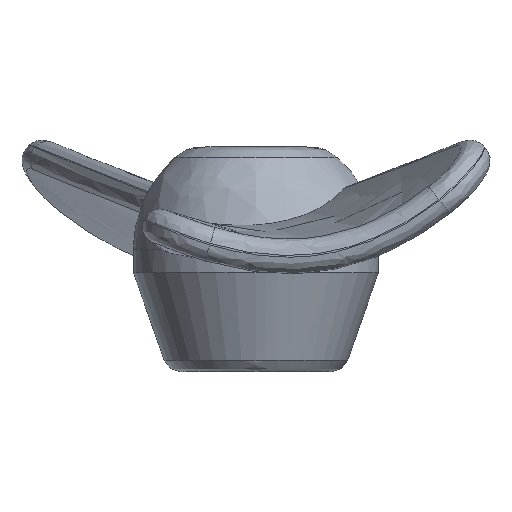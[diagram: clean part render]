
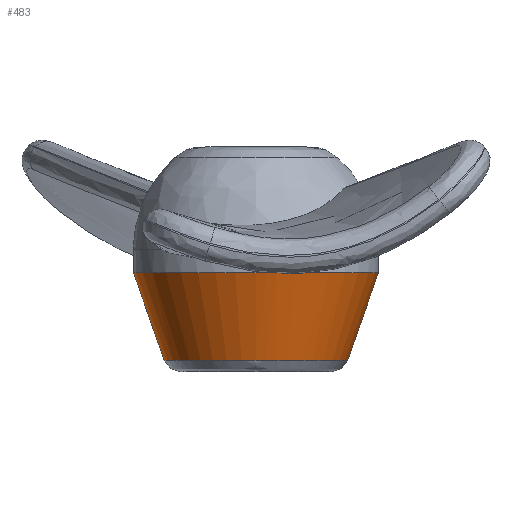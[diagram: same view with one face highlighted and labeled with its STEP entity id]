
A CAD part, left-side view. The second image highlights one B-rep face of the part: STEP entity #483.
In plain terms, the highlighted free-form (B-spline) face has degree [2, 1] with [9, 2] control points.
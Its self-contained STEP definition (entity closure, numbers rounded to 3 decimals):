
#425 = EDGE_CURVE('',#426,#426,#428,.T.);
#426 = VERTEX_POINT('',#427);
#427 = CARTESIAN_POINT('',(-6.262,0.,0.797));
#428 = ( BOUNDED_CURVE() B_SPLINE_CURVE(2,(#429,#430,#431,#432,#433,#434
,#435),.UNSPECIFIED.,.T.,.F.) B_SPLINE_CURVE_WITH_KNOTS((3,2,2,3),(
    3.142,5.236,7.33,9.425),
.PIECEWISE_BEZIER_KNOTS.) CURVE() GEOMETRIC_REPRESENTATION_ITEM() 
RATIONAL_B_SPLINE_CURVE((1.,0.5,1.,0.5,1.,0.5,1.)) REPRESENTATION_ITEM(
  '') );
#429 = CARTESIAN_POINT('',(-6.262,0.,
    0.797));
#430 = CARTESIAN_POINT('',(-6.262,10.846,0.797
    ));
#431 = CARTESIAN_POINT('',(3.131,5.423,0.797)
  );
#432 = CARTESIAN_POINT('',(12.524,0.,
    0.797));
#433 = CARTESIAN_POINT('',(3.131,-5.423,0.797)
  );
#434 = CARTESIAN_POINT('',(-6.262,-10.846,0.797
    ));
#435 = CARTESIAN_POINT('',(-6.262,0.,
    0.797));
#483 = ADVANCED_FACE('',(#484),#505,.T.);
#484 = FACE_BOUND('',#485,.T.);
#485 = EDGE_LOOP('',(#486,#498,#503,#504));
#486 = ORIENTED_EDGE('',*,*,#487,.T.);
#487 = EDGE_CURVE('',#488,#488,#490,.T.);
#488 = VERTEX_POINT('',#489);
#489 = CARTESIAN_POINT('',(-8.372,0.,
    6.754));
#490 = ( BOUNDED_CURVE() B_SPLINE_CURVE(2,(#491,#492,#493,#494,#495,#496
,#497),.UNSPECIFIED.,.T.,.F.) B_SPLINE_CURVE_WITH_KNOTS((3,2,2,3),(
    3.142,5.236,7.33,9.425),
.PIECEWISE_BEZIER_KNOTS.) CURVE() GEOMETRIC_REPRESENTATION_ITEM() 
RATIONAL_B_SPLINE_CURVE((1.,0.5,1.,0.5,1.,0.5,1.)) REPRESENTATION_ITEM(
  '') );
#491 = CARTESIAN_POINT('',(-8.372,0.,
    6.754));
#492 = CARTESIAN_POINT('',(-8.372,14.501,
    6.754));
#493 = CARTESIAN_POINT('',(4.186,7.25,6.754)
  );
#494 = CARTESIAN_POINT('',(16.744,0.,
    6.754));
#495 = CARTESIAN_POINT('',(4.186,-7.25,6.754
    ));
#496 = CARTESIAN_POINT('',(-8.372,-14.501,
    6.754));
#497 = CARTESIAN_POINT('',(-8.372,0.,
    6.754));
#498 = ORIENTED_EDGE('',*,*,#499,.T.);
#499 = EDGE_CURVE('',#488,#426,#500,.T.);
#500 = B_SPLINE_CURVE_WITH_KNOTS('',1,(#501,#502),.UNSPECIFIED.,.F.,.F.,
  (2,2),(-2.995,2.289),.PIECEWISE_BEZIER_KNOTS.);
#501 = CARTESIAN_POINT('',(-8.372,0.,
    6.754));
#502 = CARTESIAN_POINT('',(-6.262,0.,
    0.797));
#503 = ORIENTED_EDGE('',*,*,#425,.F.);
#504 = ORIENTED_EDGE('',*,*,#499,.F.);
#505 = ( BOUNDED_SURFACE() B_SPLINE_SURFACE(2,1,(
    (#506,#507)
    ,(#508,#509)
    ,(#510,#511)
    ,(#512,#513)
    ,(#514,#515)
    ,(#516,#517)
    ,(#518,#519)
    ,(#520,#521)
,(#522,#523
    )),.UNSPECIFIED.,.T.,.F.,.F.) B_SPLINE_SURFACE_WITH_KNOTS((3,2,2,2,3
    ),(2,2),(-3.142,-2.094,0.,2.094,
    3.142),(-2.289,2.995),.UNSPECIFIED.) 
GEOMETRIC_REPRESENTATION_ITEM() RATIONAL_B_SPLINE_SURFACE((
    (0.75,0.75)
    ,(0.75,0.75)
    ,(1.,1.)
    ,(0.5,0.5)
    ,(1.,1.)
    ,(0.5,0.5)
    ,(1.,1.)
    ,(0.75,0.75)
,(0.75,0.75))) REPRESENTATION_ITEM('') SURFACE() );
#506 = CARTESIAN_POINT('',(-6.262,0.,0.797));
#507 = CARTESIAN_POINT('',(-8.372,0.,
    6.754));
#508 = CARTESIAN_POINT('',(-6.262,-3.615,0.797
    ));
#509 = CARTESIAN_POINT('',(-8.372,-4.834,
    6.754));
#510 = CARTESIAN_POINT('',(-3.131,-5.423,0.797
    ));
#511 = CARTESIAN_POINT('',(-4.186,-7.25,
    6.754));
#512 = CARTESIAN_POINT('',(6.262,-10.846,0.797)
  );
#513 = CARTESIAN_POINT('',(8.372,-14.501,6.754
    ));
#514 = CARTESIAN_POINT('',(6.262,0.,0.797));
#515 = CARTESIAN_POINT('',(8.372,0.,6.754));
#516 = CARTESIAN_POINT('',(6.262,10.846,0.797)
  );
#517 = CARTESIAN_POINT('',(8.372,14.501,6.754
    ));
#518 = CARTESIAN_POINT('',(-3.131,5.423,0.797)
  );
#519 = CARTESIAN_POINT('',(-4.186,7.25,6.754
    ));
#520 = CARTESIAN_POINT('',(-6.262,3.615,0.797)
  );
#521 = CARTESIAN_POINT('',(-8.372,4.834,6.754
    ));
#522 = CARTESIAN_POINT('',(-6.262,0.,0.797));
#523 = CARTESIAN_POINT('',(-8.372,0.,
    6.754));
